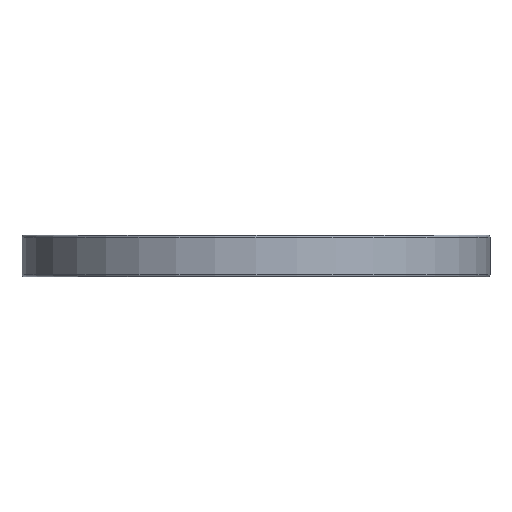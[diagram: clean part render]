
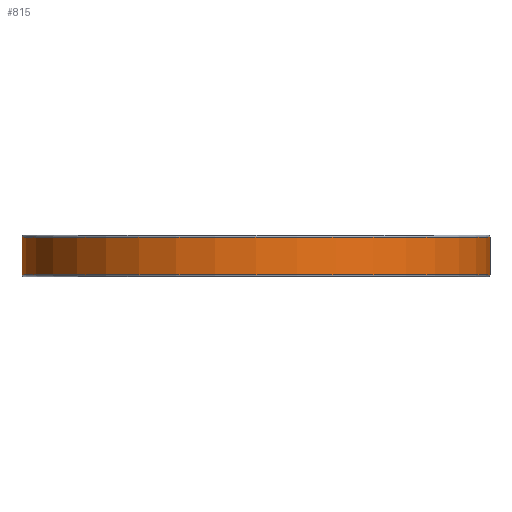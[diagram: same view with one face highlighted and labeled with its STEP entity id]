
A CAD part, front view. The second image highlights one B-rep face of the part: STEP entity #815.
In plain terms, the highlighted cylindrical face has radius 112 mm (diameter 224 mm), a partial arc.
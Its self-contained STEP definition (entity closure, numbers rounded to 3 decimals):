
#3 = CARTESIAN_POINT ( 'NONE',  ( 0., 0., 1. ) ) ;
#122 = ORIENTED_EDGE ( 'NONE', *, *, #993, .T. ) ;
#163 = EDGE_CURVE ( 'NONE', #584, #927, #1711, .T. ) ;
#194 = DIRECTION ( 'NONE',  ( 0., 0., -1. ) ) ;
#248 = CARTESIAN_POINT ( 'NONE',  ( -112., 0., 20. ) ) ;
#254 = VERTEX_POINT ( 'NONE', #468 ) ;
#384 = VECTOR ( 'NONE', #1067, 1000. ) ;
#468 = CARTESIAN_POINT ( 'NONE',  ( -112., 0., 1. ) ) ;
#480 = CYLINDRICAL_SURFACE ( 'NONE', #1400, 112. ) ;
#497 = LINE ( 'NONE', #1347, #384 ) ;
#505 = VECTOR ( 'NONE', #817, 1000. ) ;
#554 = AXIS2_PLACEMENT_3D ( 'NONE', #1116, #1732, #1151 ) ;
#584 = VERTEX_POINT ( 'NONE', #958 ) ;
#629 = DIRECTION ( 'NONE',  ( -1., 0., 0. ) ) ;
#660 = CARTESIAN_POINT ( 'NONE',  ( -112., 0., 19. ) ) ;
#698 = DIRECTION ( 'NONE',  ( 0., 0., 1. ) ) ;
#815 = ADVANCED_FACE ( 'NONE', ( #1782 ), #480, .T. ) ;
#817 = DIRECTION ( 'NONE',  ( 0., 0., -1. ) ) ;
#829 = EDGE_CURVE ( 'NONE', #584, #933, #497, .T. ) ;
#851 = DIRECTION ( 'NONE',  ( 1., 0., 0. ) ) ;
#862 = CARTESIAN_POINT ( 'NONE',  ( 0., 0., 20. ) ) ;
#927 = VERTEX_POINT ( 'NONE', #660 ) ;
#933 = VERTEX_POINT ( 'NONE', #1238 ) ;
#958 = CARTESIAN_POINT ( 'NONE',  ( 112., 0., 19. ) ) ;
#978 = CIRCLE ( 'NONE', #1467, 112. ) ;
#993 = EDGE_CURVE ( 'NONE', #927, #254, #1875, .T. ) ;
#1067 = DIRECTION ( 'NONE',  ( 0., 0., -1. ) ) ;
#1116 = CARTESIAN_POINT ( 'NONE',  ( 0., 0., 19. ) ) ;
#1151 = DIRECTION ( 'NONE',  ( 1., 0., 0. ) ) ;
#1186 = EDGE_CURVE ( 'NONE', #254, #933, #978, .T. ) ;
#1238 = CARTESIAN_POINT ( 'NONE',  ( 112., 0., 1. ) ) ;
#1347 = CARTESIAN_POINT ( 'NONE',  ( 112., 0., 20. ) ) ;
#1400 = AXIS2_PLACEMENT_3D ( 'NONE', #862, #194, #629 ) ;
#1467 = AXIS2_PLACEMENT_3D ( 'NONE', #3, #698, #851 ) ;
#1472 = ORIENTED_EDGE ( 'NONE', *, *, #1186, .T. ) ;
#1510 = ORIENTED_EDGE ( 'NONE', *, *, #163, .T. ) ;
#1687 = EDGE_LOOP ( 'NONE', ( #1849, #1510, #122, #1472 ) ) ;
#1711 = CIRCLE ( 'NONE', #554, 112. ) ;
#1732 = DIRECTION ( 'NONE',  ( 0., 0., -1. ) ) ;
#1782 = FACE_OUTER_BOUND ( 'NONE', #1687, .T. ) ;
#1849 = ORIENTED_EDGE ( 'NONE', *, *, #829, .F. ) ;
#1875 = LINE ( 'NONE', #248, #505 ) ;
